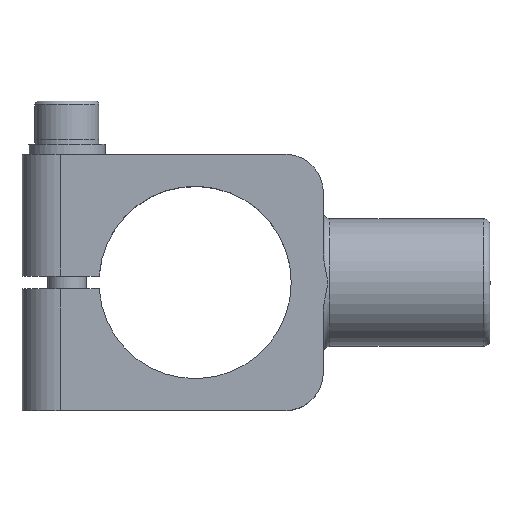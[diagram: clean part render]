
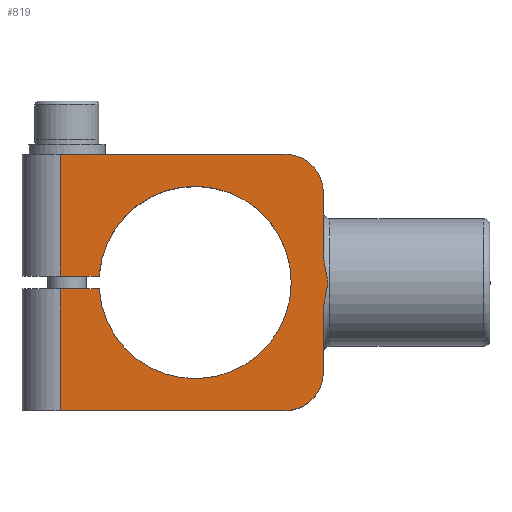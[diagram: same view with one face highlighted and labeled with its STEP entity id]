
A CAD part, top view. The second image highlights one B-rep face of the part: STEP entity #819.
In plain terms, the highlighted planar face has unit normal (0, 0, 1).
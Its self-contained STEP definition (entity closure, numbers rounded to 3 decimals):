
#318=CARTESIAN_POINT('',(20.0,-4.461,10.0));
#319=VERTEX_POINT('',#318);
#320=CARTESIAN_POINT('',(20.0,4.461,10.0));
#321=VERTEX_POINT('',#320);
#322=CARTESIAN_POINT('',(20.,4.461,10.0));
#323=CARTESIAN_POINT('',(20.,4.354,10.0));
#324=CARTESIAN_POINT('',(20.003,4.246,10.0));
#325=CARTESIAN_POINT('',(20.008,4.134,10.0));
#326=CARTESIAN_POINT('',(20.027,3.756,10.0));
#327=CARTESIAN_POINT('',(20.079,3.351,10.0));
#328=CARTESIAN_POINT('',(20.143,2.98,10.0));
#329=CARTESIAN_POINT('',(20.161,2.878,10.0));
#330=CARTESIAN_POINT('',(20.179,2.78,10.0));
#331=CARTESIAN_POINT('',(20.198,2.68,10.0));
#332=CARTESIAN_POINT('',(20.24,2.461,10.0));
#333=CARTESIAN_POINT('',(20.294,2.207,10.0));
#334=CARTESIAN_POINT('',(20.342,1.993,10.0));
#335=CARTESIAN_POINT('',(20.357,1.926,10.0));
#336=CARTESIAN_POINT('',(20.373,1.855,10.0));
#337=CARTESIAN_POINT('',(20.39,1.782,10.0));
#338=CARTESIAN_POINT('',(20.405,1.717,10.0));
#339=CARTESIAN_POINT('',(20.42,1.652,10.0));
#340=CARTESIAN_POINT('',(20.434,1.592,10.0));
#341=CARTESIAN_POINT('',(20.447,1.532,10.0));
#342=CARTESIAN_POINT('',(20.462,1.468,10.0));
#343=CARTESIAN_POINT('',(20.477,1.403,10.0));
#344=CARTESIAN_POINT('',(20.495,1.319,10.0));
#345=CARTESIAN_POINT('',(20.514,1.235,10.0));
#346=CARTESIAN_POINT('',(20.531,1.158,10.0));
#347=CARTESIAN_POINT('',(20.547,1.082,10.0));
#348=CARTESIAN_POINT('',(20.564,1.005,10.0));
#349=CARTESIAN_POINT('',(20.58,0.925,10.0));
#350=CARTESIAN_POINT('',(20.614,0.751,10.0));
#351=CARTESIAN_POINT('',(20.646,0.568,10.0));
#352=CARTESIAN_POINT('',(20.666,0.389,10.0));
#353=CARTESIAN_POINT('',(20.679,0.271,10.0));
#354=CARTESIAN_POINT('',(20.686,0.154,10.0));
#355=CARTESIAN_POINT('',(20.687,0.043,10.0));
#356=CARTESIAN_POINT('',(20.689,-0.071,10.0));
#357=CARTESIAN_POINT('',(20.685,-0.186,10.0));
#358=CARTESIAN_POINT('',(20.674,-0.306,10.0));
#359=CARTESIAN_POINT('',(20.661,-0.451,10.0));
#360=CARTESIAN_POINT('',(20.639,-0.6,10.0));
#361=CARTESIAN_POINT('',(20.613,-0.746,10.0));
#362=CARTESIAN_POINT('',(20.591,-0.872,10.0));
#363=CARTESIAN_POINT('',(20.566,-0.995,10.0));
#364=CARTESIAN_POINT('',(20.541,-1.111,10.0));
#365=CARTESIAN_POINT('',(20.527,-1.177,10.0));
#366=CARTESIAN_POINT('',(20.512,-1.243,10.0));
#367=CARTESIAN_POINT('',(20.497,-1.314,10.0));
#368=CARTESIAN_POINT('',(20.478,-1.395,10.0));
#369=CARTESIAN_POINT('',(20.46,-1.478,10.0));
#370=CARTESIAN_POINT('',(20.442,-1.554,10.0));
#371=CARTESIAN_POINT('',(20.429,-1.61,10.0));
#372=CARTESIAN_POINT('',(20.417,-1.666,10.0));
#373=CARTESIAN_POINT('',(20.403,-1.725,10.0));
#374=CARTESIAN_POINT('',(20.383,-1.812,10.0));
#375=CARTESIAN_POINT('',(20.363,-1.903,10.0));
#376=CARTESIAN_POINT('',(20.345,-1.983,10.0));
#377=CARTESIAN_POINT('',(20.331,-2.045,10.0));
#378=CARTESIAN_POINT('',(20.316,-2.111,10.0));
#379=CARTESIAN_POINT('',(20.302,-2.177,10.0));
#380=CARTESIAN_POINT('',(20.273,-2.308,10.0));
#381=CARTESIAN_POINT('',(20.244,-2.444,10.0));
#382=CARTESIAN_POINT('',(20.219,-2.573,10.0));
#383=CARTESIAN_POINT('',(20.194,-2.699,10.0));
#384=CARTESIAN_POINT('',(20.172,-2.814,10.0));
#385=CARTESIAN_POINT('',(20.15,-2.938,10.0));
#386=CARTESIAN_POINT('',(20.072,-3.385,10.0));
#387=CARTESIAN_POINT('',(20.011,-3.885,10.0));
#388=CARTESIAN_POINT('',(20.001,-4.331,10.0));
#389=CARTESIAN_POINT('',(20.,-4.375,10.0));
#390=CARTESIAN_POINT('',(20.,-4.418,10.0));
#391=CARTESIAN_POINT('',(20.,-4.462,10.0));
#392=B_SPLINE_CURVE_WITH_KNOTS('',3,(#322,#323,#324,#325,#326,#327,#328,#329,#330,#331,#332,#333,#334,#335,#336,#337,#338,#339,#340,#341,#342,#343,#344,#345,#346,#347,#348,#349,#350,#351,#352,#353,#354,#355,#356,#357,#358,#359,#360,#361,#362,#363,#364,#365,#366,#367,#368,#369,#370,#371,#372,#373,#374,#375,#376,#377,#378,#379,#380,#381,#382,#383,#384,#385,#386,#387,#388,#389,#390,#391),.UNSPECIFIED.,.F.,.U.,(4,3,3,3,3,3,3,3,3,3,3,3,3,3,3,3,3,3,3,3,3,3,3,4),(0.898,0.93,1.037,1.067,1.133,1.153,1.171,1.19,1.213,1.236,1.286,1.319,1.352,1.393,1.428,1.448,1.471,1.488,1.512,1.531,1.569,1.605,1.735,1.748),.UNSPECIFIED.);
#393=EDGE_CURVE('',#319,#321,#392,.F.);
#495=CARTESIAN_POINT('',(20.,-14.,10.0));
#496=VERTEX_POINT('',#495);
#497=CARTESIAN_POINT('',(20.0,-4.461,10.0));
#498=DIRECTION('',(0.0,-1.0,0.0));
#499=VECTOR('',#498,9.539);
#500=LINE('',#497,#499);
#501=EDGE_CURVE('',#319,#496,#500,.T.);
#534=CARTESIAN_POINT('',(20.,14.,10.0));
#535=VERTEX_POINT('',#534);
#542=CARTESIAN_POINT('',(20.,14.,10.0));
#543=DIRECTION('',(0.0,-1.0,0.0));
#544=VECTOR('',#543,9.539);
#545=LINE('',#542,#544);
#546=EDGE_CURVE('',#535,#321,#545,.T.);
#682=CARTESIAN_POINT('',(-21.0,20.0,10.0));
#683=VERTEX_POINT('',#682);
#691=CARTESIAN_POINT('',(14.0,20.,10.0));
#692=VERTEX_POINT('',#691);
#693=CARTESIAN_POINT('',(-21.0,20.0,10.0));
#694=DIRECTION('',(1.0,0.0,0.0));
#695=VECTOR('',#694,35.0);
#696=LINE('',#693,#695);
#697=EDGE_CURVE('',#683,#692,#696,.T.);
#734=CARTESIAN_POINT('',(-21.,1.,10.0));
#735=VERTEX_POINT('',#734);
#743=CARTESIAN_POINT('',(-21.,1.,10.0));
#744=DIRECTION('',(0.0,1.0,0.0));
#745=VECTOR('',#744,19.);
#746=LINE('',#743,#745);
#747=EDGE_CURVE('',#735,#683,#746,.T.);
#752=CARTESIAN_POINT('',(-3.5,0.,10.0));
#753=DIRECTION('',(0.0,0.0,1.0));
#754=DIRECTION('',(1.0,0.0,0.0));
#755=AXIS2_PLACEMENT_3D('',#752,#753,#754);
#756=PLANE('',#755);
#757=ORIENTED_EDGE('',*,*,#747,.F.);
#758=CARTESIAN_POINT('',(-14.967,1.,10.0));
#759=VERTEX_POINT('',#758);
#760=CARTESIAN_POINT('',(-21.,1.,10.0));
#761=DIRECTION('',(1.0,0.0,0.0));
#762=VECTOR('',#761,6.033);
#763=LINE('',#760,#762);
#764=EDGE_CURVE('',#735,#759,#763,.T.);
#765=ORIENTED_EDGE('',*,*,#764,.T.);
#766=CARTESIAN_POINT('',(-14.967,-1.,10.0));
#767=VERTEX_POINT('',#766);
#768=CARTESIAN_POINT('',(0.0,0.0,10.0));
#769=DIRECTION('',(0.0,0.0,-1.));
#770=DIRECTION('',(-0.998,-0.067,0.0));
#771=AXIS2_PLACEMENT_3D('',#768,#769,#770);
#772=CIRCLE('',#771,15.);
#773=EDGE_CURVE('',#759,#767,#772,.T.);
#774=ORIENTED_EDGE('',*,*,#773,.T.);
#775=CARTESIAN_POINT('',(-21.,-1.,10.0));
#776=VERTEX_POINT('',#775);
#777=CARTESIAN_POINT('',(-14.967,-1.,10.0));
#778=DIRECTION('',(-1.0,0.0,0.0));
#779=VECTOR('',#778,6.033);
#780=LINE('',#777,#779);
#781=EDGE_CURVE('',#767,#776,#780,.T.);
#782=ORIENTED_EDGE('',*,*,#781,.T.);
#783=CARTESIAN_POINT('',(-21.,-20.,10.0));
#784=VERTEX_POINT('',#783);
#785=CARTESIAN_POINT('',(-21.,-20.,10.0));
#786=DIRECTION('',(0.0,1.0,0.0));
#787=VECTOR('',#786,19.);
#788=LINE('',#785,#787);
#789=EDGE_CURVE('',#784,#776,#788,.T.);
#790=ORIENTED_EDGE('',*,*,#789,.F.);
#791=CARTESIAN_POINT('',(14.,-20.,10.0));
#792=VERTEX_POINT('',#791);
#793=CARTESIAN_POINT('',(14.,-20.,10.0));
#794=DIRECTION('',(-1.0,0.0,0.0));
#795=VECTOR('',#794,35.0);
#796=LINE('',#793,#795);
#797=EDGE_CURVE('',#792,#784,#796,.T.);
#798=ORIENTED_EDGE('',*,*,#797,.F.);
#799=CARTESIAN_POINT('',(14.,-14.,10.0));
#800=DIRECTION('',(0.0,0.0,-1.));
#801=DIRECTION('',(0.707,-0.707,0.0));
#802=AXIS2_PLACEMENT_3D('',#799,#800,#801);
#803=CIRCLE('',#802,6.);
#804=EDGE_CURVE('',#496,#792,#803,.T.);
#805=ORIENTED_EDGE('',*,*,#804,.F.);
#806=ORIENTED_EDGE('',*,*,#501,.F.);
#807=ORIENTED_EDGE('',*,*,#393,.T.);
#808=ORIENTED_EDGE('',*,*,#546,.F.);
#809=CARTESIAN_POINT('',(14.0,14.0,10.0));
#810=DIRECTION('',(0.0,0.0,-1.0));
#811=DIRECTION('',(0.707,0.707,0.0));
#812=AXIS2_PLACEMENT_3D('',#809,#810,#811);
#813=CIRCLE('',#812,6.);
#814=EDGE_CURVE('',#692,#535,#813,.T.);
#815=ORIENTED_EDGE('',*,*,#814,.F.);
#816=ORIENTED_EDGE('',*,*,#697,.F.);
#817=EDGE_LOOP('',(#757,#765,#774,#782,#790,#798,#805,#806,#807,#808,#815,#816));
#818=FACE_OUTER_BOUND('',#817,.T.);
#819=ADVANCED_FACE('',(#818),#756,.T.);
